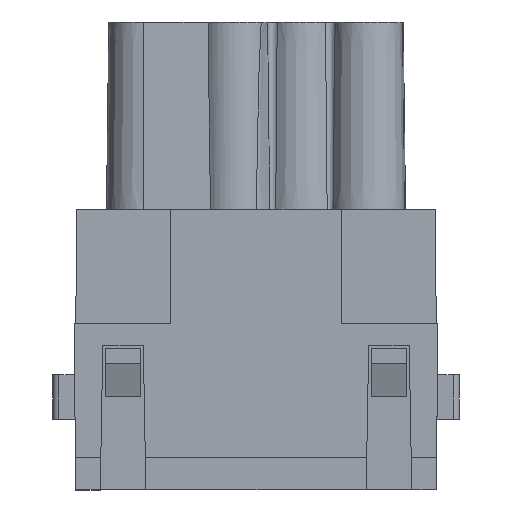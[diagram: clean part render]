
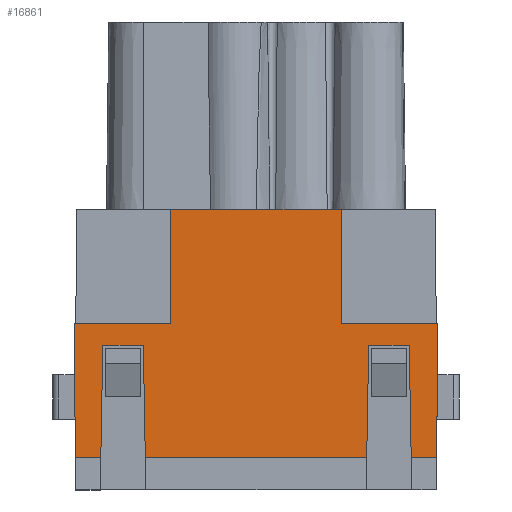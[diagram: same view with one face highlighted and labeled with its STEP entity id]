
A CAD part, left-side view. The second image highlights one B-rep face of the part: STEP entity #16861.
In plain terms, the highlighted face is planar.
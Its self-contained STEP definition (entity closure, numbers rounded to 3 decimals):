
#16726=CARTESIAN_POINT('',(-51.948,-21.396,2.));
#16727=DIRECTION('',(-0.,-0.,1.));
#16728=DIRECTION('',(-0.,-1.,-0.));
#16729=AXIS2_PLACEMENT_3D('',#16726,#16727,#16728);
#16730=PLANE('',#16729);
#16731=CARTESIAN_POINT('',(-14.646,-36.644,2.));
#16732=VERTEX_POINT('',#16731);
#16733=CARTESIAN_POINT('',(-14.646,-28.525,2.));
#16734=VERTEX_POINT('',#16733);
#16735=CARTESIAN_POINT('',(-14.646,-12361.646,2.));
#16736=DIRECTION('',(-0.,1.,-0.));
#16737=VECTOR('',#16736,24690.);
#16738=LINE('',#16735,#16737);
#16739=EDGE_CURVE('',#16732,#16734,#16738,.T.);
#16740=ORIENTED_EDGE('',*,*,#16739,.F.);
#16741=CARTESIAN_POINT('',(-3.396,-36.546,2.));
#16742=VERTEX_POINT('',#16741);
#16743=CARTESIAN_POINT('',(-12372.134,-144.486,2.));
#16744=DIRECTION('',(1.,0.009,0.));
#16745=VECTOR('',#16744,24690.);
#16746=LINE('',#16743,#16745);
#16747=EDGE_CURVE('',#16732,#16742,#16746,.T.);
#16748=ORIENTED_EDGE('',*,*,#16747,.T.);
#16749=CARTESIAN_POINT('',(-3.396,-34.411,2.));
#16750=VERTEX_POINT('',#16749);
#16751=CARTESIAN_POINT('',(-3.396,-12363.171,2.));
#16752=DIRECTION('',(-0.,1.,-0.));
#16753=VECTOR('',#16752,24690.);
#16754=LINE('',#16751,#16753);
#16755=EDGE_CURVE('',#16742,#16750,#16754,.T.);
#16756=ORIENTED_EDGE('',*,*,#16755,.T.);
#16757=CARTESIAN_POINT('',(-12.846,-34.246,2.));
#16758=VERTEX_POINT('',#16757);
#16759=CARTESIAN_POINT('',(12310.616,-249.353,2.));
#16760=DIRECTION('',(-1.,0.017,-0.));
#16761=VECTOR('',#16760,24690.);
#16762=LINE('',#16759,#16761);
#16763=EDGE_CURVE('',#16750,#16758,#16762,.T.);
#16764=ORIENTED_EDGE('',*,*,#16763,.T.);
#16765=CARTESIAN_POINT('',(-12.846,-30.846,2.));
#16766=VERTEX_POINT('',#16765);
#16767=CARTESIAN_POINT('',(-12.846,12325.829,2.));
#16768=DIRECTION('',(0.,-1.,0.));
#16769=VECTOR('',#16768,24690.);
#16770=LINE('',#16767,#16769);
#16771=EDGE_CURVE('',#16766,#16758,#16770,.T.);
#16772=ORIENTED_EDGE('',*,*,#16771,.F.);
#16773=CARTESIAN_POINT('',(-3.396,-30.681,2.));
#16774=VERTEX_POINT('',#16773);
#16775=CARTESIAN_POINT('',(12310.811,184.264,2.));
#16776=DIRECTION('',(-1.,-0.017,-0.));
#16777=VECTOR('',#16776,24690.);
#16778=LINE('',#16775,#16777);
#16779=EDGE_CURVE('',#16774,#16766,#16778,.T.);
#16780=ORIENTED_EDGE('',*,*,#16779,.F.);
#16781=CARTESIAN_POINT('',(-3.396,-12.111,2.));
#16782=VERTEX_POINT('',#16781);
#16783=CARTESIAN_POINT('',(-3.396,-12363.171,2.));
#16784=DIRECTION('',(-0.,1.,-0.));
#16785=VECTOR('',#16784,24690.);
#16786=LINE('',#16783,#16785);
#16787=EDGE_CURVE('',#16774,#16782,#16786,.T.);
#16788=ORIENTED_EDGE('',*,*,#16787,.T.);
#16789=CARTESIAN_POINT('',(-12.846,-11.946,2.));
#16790=VERTEX_POINT('',#16789);
#16791=CARTESIAN_POINT('',(-12375.429,203.844,2.));
#16792=DIRECTION('',(1.,-0.017,0.));
#16793=VECTOR('',#16792,24690.);
#16794=LINE('',#16791,#16793);
#16795=EDGE_CURVE('',#16790,#16782,#16794,.T.);
#16796=ORIENTED_EDGE('',*,*,#16795,.F.);
#16797=CARTESIAN_POINT('',(-12.846,-8.546,2.));
#16798=VERTEX_POINT('',#16797);
#16799=CARTESIAN_POINT('',(-12.846,12325.829,2.));
#16800=DIRECTION('',(0.,-1.,0.));
#16801=VECTOR('',#16800,24690.);
#16802=LINE('',#16799,#16801);
#16803=EDGE_CURVE('',#16798,#16790,#16802,.T.);
#16804=ORIENTED_EDGE('',*,*,#16803,.F.);
#16805=CARTESIAN_POINT('',(-3.396,-8.381,2.));
#16806=VERTEX_POINT('',#16805);
#16807=CARTESIAN_POINT('',(-12375.623,-224.339,2.));
#16808=DIRECTION('',(1.,0.017,0.));
#16809=VECTOR('',#16808,24690.);
#16810=LINE('',#16807,#16809);
#16811=EDGE_CURVE('',#16798,#16806,#16810,.T.);
#16812=ORIENTED_EDGE('',*,*,#16811,.T.);
#16813=CARTESIAN_POINT('',(-3.396,-6.246,2.));
#16814=VERTEX_POINT('',#16813);
#16815=CARTESIAN_POINT('',(-3.396,-12363.171,2.));
#16816=DIRECTION('',(-0.,1.,-0.));
#16817=VECTOR('',#16816,24690.);
#16818=LINE('',#16815,#16817);
#16819=EDGE_CURVE('',#16806,#16814,#16818,.T.);
#16820=ORIENTED_EDGE('',*,*,#16819,.T.);
#16821=CARTESIAN_POINT('',(-14.646,-6.148,2.));
#16822=VERTEX_POINT('',#16821);
#16823=CARTESIAN_POINT('',(12316.926,-113.764,2.));
#16824=DIRECTION('',(-1.,0.009,-0.));
#16825=VECTOR('',#16824,24690.);
#16826=LINE('',#16823,#16825);
#16827=EDGE_CURVE('',#16814,#16822,#16826,.T.);
#16828=ORIENTED_EDGE('',*,*,#16827,.T.);
#16829=CARTESIAN_POINT('',(-14.646,-14.267,2.));
#16830=VERTEX_POINT('',#16829);
#16831=CARTESIAN_POINT('',(-14.646,-12361.646,2.));
#16832=DIRECTION('',(-0.,1.,-0.));
#16833=VECTOR('',#16832,24690.);
#16834=LINE('',#16831,#16833);
#16835=EDGE_CURVE('',#16830,#16822,#16834,.T.);
#16836=ORIENTED_EDGE('',*,*,#16835,.F.);
#16837=CARTESIAN_POINT('',(-24.246,-14.267,2.));
#16838=VERTEX_POINT('',#16837);
#16839=CARTESIAN_POINT('',(12307.503,-14.267,2.));
#16840=DIRECTION('',(-1.,-0.,-0.));
#16841=VECTOR('',#16840,24690.);
#16842=LINE('',#16839,#16841);
#16843=EDGE_CURVE('',#16830,#16838,#16842,.T.);
#16844=ORIENTED_EDGE('',*,*,#16843,.T.);
#16845=CARTESIAN_POINT('',(-24.246,-28.525,2.));
#16846=VERTEX_POINT('',#16845);
#16847=CARTESIAN_POINT('',(-24.246,12329.645,2.));
#16848=DIRECTION('',(-0.,-1.,-0.));
#16849=VECTOR('',#16848,24690.);
#16850=LINE('',#16847,#16849);
#16851=EDGE_CURVE('',#16838,#16846,#16850,.T.);
#16852=ORIENTED_EDGE('',*,*,#16851,.T.);
#16853=CARTESIAN_POINT('',(-12382.497,-28.525,2.));
#16854=DIRECTION('',(1.,0.,0.));
#16855=VECTOR('',#16854,24690.);
#16856=LINE('',#16853,#16855);
#16857=EDGE_CURVE('',#16846,#16734,#16856,.T.);
#16858=ORIENTED_EDGE('',*,*,#16857,.T.);
#16859=EDGE_LOOP('',(#16740,#16748,#16756,#16764,#16772,#16780,#16788,#16796,#16804,#16812,#16820,#16828,#16836,#16844,#16852,#16858));
#16860=FACE_BOUND('',#16859,.T.);
#16861=ADVANCED_FACE('',(#16860),#16730,.T.);
